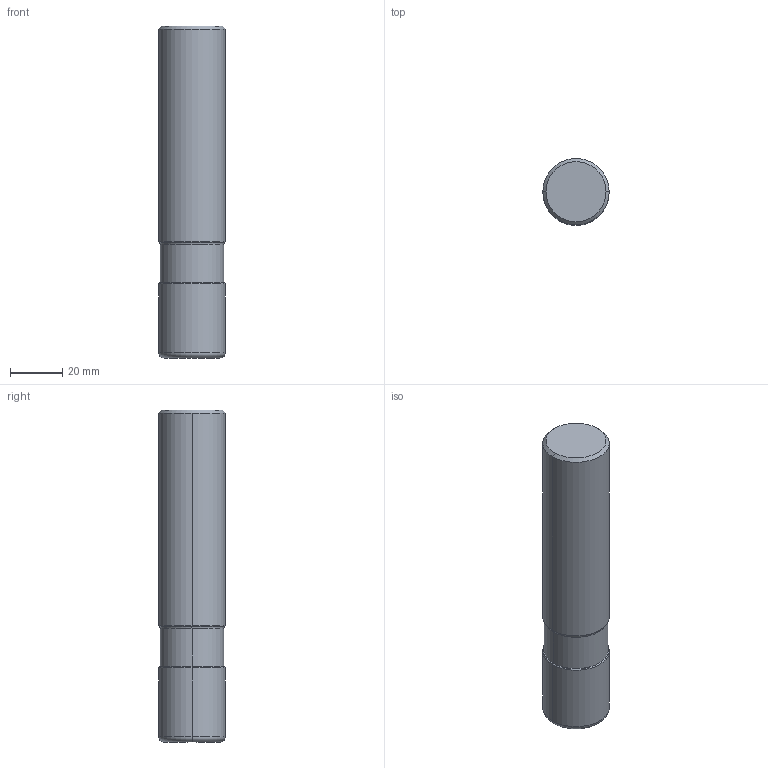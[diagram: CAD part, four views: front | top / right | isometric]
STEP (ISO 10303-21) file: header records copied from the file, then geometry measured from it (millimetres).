
FILE_DESCRIPTION(/* description */ (''),/* implementation_level */ '2;1');
FILE_NAME(/* name */ 'APX3KUR162FA16S11A06_IR0_079.stp',/* time_stamp */ '2021-09-08T11:44:50+09:00',/* author */ (''),/* organization */ (''),/* preprocessor_version */ 'ST-DEVELOPER v16',/* originating_system */ 'SIEMENS PLM Software NX 10.0',/* authorisation */ '');
FILE_SCHEMA (('AUTOMOTIVE_DESIGN { 1 0 10303 214 3 1 1 1 }'));
Length unit declared in the file: millimetre
Products named in the file (1): APX3KUR162FA16S11A06_IR0_079_ASM
Bounding box: 25.4 x 25.4 x 127 mm (x, y, z)
Volume: 72752.7 mm3; surface area: 14909.2 mm2
Topology: 2 solids, 2 shells, 94 faces, 239 edges, 181 vertices
Faces by surface type: torus 44, cone 24, cylinder 12, plane 6, revolution 6, bspline 2
Entity records: 3248 total; most frequent: CARTESIAN_POINT 698, DIRECTION 605, ORIENTED_EDGE 424, AXIS2_PLACEMENT_3D 278, EDGE_CURVE 212, CIRCLE 181, VERTEX_POINT 124, EDGE_LOOP 98
